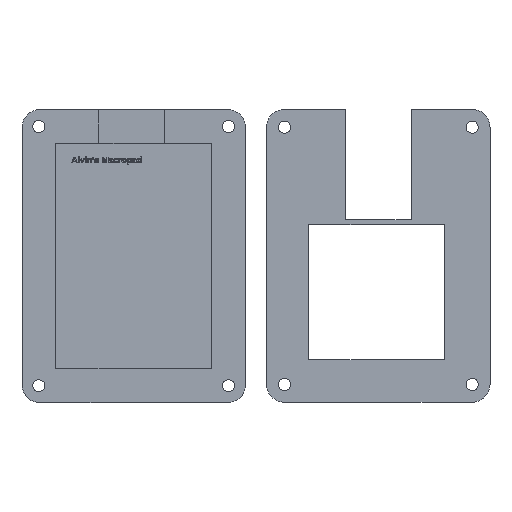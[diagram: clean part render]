
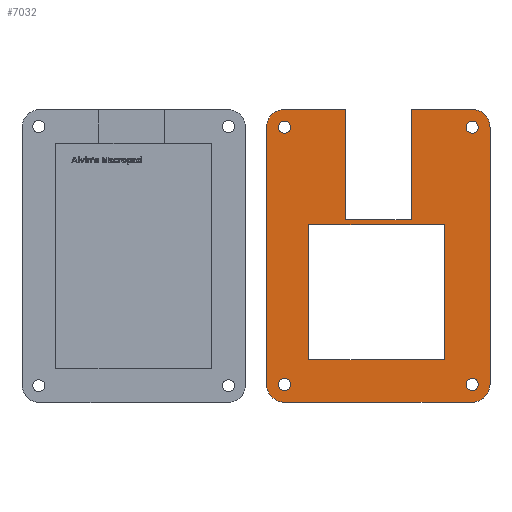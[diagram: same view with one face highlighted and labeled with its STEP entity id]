
A CAD part, top view. The second image highlights one B-rep face of the part: STEP entity #7032.
In plain terms, the highlighted planar face has unit normal (0, 0, 1).
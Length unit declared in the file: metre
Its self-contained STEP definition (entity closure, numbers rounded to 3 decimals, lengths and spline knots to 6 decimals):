
#321=CIRCLE('',#7491,0.0017);
#323=CIRCLE('',#7494,0.0017);
#325=CIRCLE('',#7497,0.0017);
#327=CIRCLE('',#7502,0.0017);
#329=CIRCLE('',#7505,0.005);
#330=CIRCLE('',#7506,0.005);
#331=CIRCLE('',#7507,0.005);
#332=CIRCLE('',#7508,0.005);
#921=ORIENTED_EDGE('',*,*,#2921,.F.);
#922=ORIENTED_EDGE('',*,*,#2941,.T.);
#923=ORIENTED_EDGE('',*,*,#2923,.T.);
#924=ORIENTED_EDGE('',*,*,#2942,.T.);
#925=ORIENTED_EDGE('',*,*,#2935,.T.);
#926=ORIENTED_EDGE('',*,*,#2943,.T.);
#927=ORIENTED_EDGE('',*,*,#2903,.F.);
#928=ORIENTED_EDGE('',*,*,#2909,.T.);
#929=ORIENTED_EDGE('',*,*,#2912,.F.);
#930=ORIENTED_EDGE('',*,*,#2915,.F.);
#931=ORIENTED_EDGE('',*,*,#2918,.F.);
#932=ORIENTED_EDGE('',*,*,#2944,.T.);
#933=ORIENTED_EDGE('',*,*,#2895,.F.);
#934=ORIENTED_EDGE('',*,*,#2899,.F.);
#935=ORIENTED_EDGE('',*,*,#2902,.F.);
#936=ORIENTED_EDGE('',*,*,#2934,.F.);
#937=ORIENTED_EDGE('',*,*,#2931,.F.);
#938=ORIENTED_EDGE('',*,*,#2929,.F.);
#939=ORIENTED_EDGE('',*,*,#2927,.F.);
#940=ORIENTED_EDGE('',*,*,#2939,.F.);
#2895=EDGE_CURVE('',#3927,#3928,#4651,.T.);
#2899=EDGE_CURVE('',#3930,#3927,#4655,.T.);
#2902=EDGE_CURVE('',#3932,#3930,#4658,.T.);
#2903=EDGE_CURVE('',#3933,#3934,#4659,.T.);
#2909=EDGE_CURVE('',#3933,#3938,#4665,.T.);
#2912=EDGE_CURVE('',#3940,#3938,#4668,.T.);
#2915=EDGE_CURVE('',#3942,#3940,#4671,.T.);
#2918=EDGE_CURVE('',#3944,#3942,#4674,.T.);
#2921=EDGE_CURVE('',#3947,#3948,#4677,.T.);
#2923=EDGE_CURVE('',#3949,#3950,#4679,.T.);
#2927=EDGE_CURVE('',#3953,#3953,#321,.T.);
#2929=EDGE_CURVE('',#3955,#3955,#323,.T.);
#2931=EDGE_CURVE('',#3957,#3957,#325,.T.);
#2934=EDGE_CURVE('',#3928,#3932,#4684,.T.);
#2935=EDGE_CURVE('',#3959,#3960,#4685,.T.);
#2939=EDGE_CURVE('',#3963,#3963,#327,.T.);
#2941=EDGE_CURVE('',#3947,#3949,#329,.T.);
#2942=EDGE_CURVE('',#3950,#3959,#330,.T.);
#2943=EDGE_CURVE('',#3960,#3934,#331,.T.);
#2944=EDGE_CURVE('',#3944,#3948,#332,.T.);
#3927=VERTEX_POINT('',#9934);
#3928=VERTEX_POINT('',#9936);
#3930=VERTEX_POINT('',#9942);
#3932=VERTEX_POINT('',#9948);
#3933=VERTEX_POINT('',#9952);
#3934=VERTEX_POINT('',#9953);
#3938=VERTEX_POINT('',#9963);
#3940=VERTEX_POINT('',#9969);
#3942=VERTEX_POINT('',#9975);
#3944=VERTEX_POINT('',#9981);
#3947=VERTEX_POINT('',#9988);
#3948=VERTEX_POINT('',#9990);
#3949=VERTEX_POINT('',#9994);
#3950=VERTEX_POINT('',#9995);
#3953=VERTEX_POINT('',#10003);
#3955=VERTEX_POINT('',#10008);
#3957=VERTEX_POINT('',#10013);
#3959=VERTEX_POINT('',#10021);
#3960=VERTEX_POINT('',#10022);
#3963=VERTEX_POINT('',#10030);
#4651=LINE('',#9935,#5305);
#4655=LINE('',#9943,#5309);
#4658=LINE('',#9949,#5312);
#4659=LINE('',#9951,#5313);
#4665=LINE('',#9964,#5319);
#4668=LINE('',#9970,#5322);
#4671=LINE('',#9976,#5325);
#4674=LINE('',#9982,#5328);
#4677=LINE('',#9989,#5331);
#4679=LINE('',#9993,#5333);
#4684=LINE('',#10018,#5338);
#4685=LINE('',#10020,#5339);
#5305=VECTOR('',#8181,1.);
#5309=VECTOR('',#8187,1.);
#5312=VECTOR('',#8192,1.);
#5313=VECTOR('',#8195,1.);
#5319=VECTOR('',#8203,1.);
#5322=VECTOR('',#8208,1.);
#5325=VECTOR('',#8213,1.);
#5328=VECTOR('',#8218,1.);
#5331=VECTOR('',#8223,1.);
#5333=VECTOR('',#8227,1.);
#5338=VECTOR('',#8252,1.);
#5339=VECTOR('',#8255,1.);
#5947=EDGE_LOOP('',(#921,#922,#923,#924,#925,#926,#927,#928,#929,#930,#931,
#932));
#5948=EDGE_LOOP('',(#933,#934,#935,#936));
#5949=EDGE_LOOP('',(#937));
#5950=EDGE_LOOP('',(#938));
#5951=EDGE_LOOP('',(#939));
#5952=EDGE_LOOP('',(#940));
#6403=FACE_BOUND('',#5947,.T.);
#6404=FACE_BOUND('',#5948,.T.);
#6405=FACE_BOUND('',#5949,.T.);
#6406=FACE_BOUND('',#5950,.T.);
#6407=FACE_BOUND('',#5951,.T.);
#6408=FACE_BOUND('',#5952,.T.);
#6827=PLANE('',#7504);
#7032=ADVANCED_FACE('',(#6403,#6404,#6405,#6406,#6407,#6408),#6827,.T.);
#7491=AXIS2_PLACEMENT_3D('',#10002,#8233,#8234);
#7494=AXIS2_PLACEMENT_3D('',#10007,#8239,#8240);
#7497=AXIS2_PLACEMENT_3D('',#10012,#8245,#8246);
#7502=AXIS2_PLACEMENT_3D('',#10029,#8261,#8262);
#7504=AXIS2_PLACEMENT_3D('',#10033,#8265,#8266);
#7505=AXIS2_PLACEMENT_3D('',#10034,#8267,#8268);
#7506=AXIS2_PLACEMENT_3D('',#10035,#8269,#8270);
#7507=AXIS2_PLACEMENT_3D('',#10036,#8271,#8272);
#7508=AXIS2_PLACEMENT_3D('',#10037,#8273,#8274);
#8181=DIRECTION('',(0.,-1.,0.));
#8187=DIRECTION('',(-1.,0.,0.));
#8192=DIRECTION('',(0.,1.,0.));
#8195=DIRECTION('',(1.,0.,0.));
#8203=DIRECTION('',(0.,-1.,0.));
#8208=DIRECTION('',(1.,0.,0.));
#8213=DIRECTION('',(0.,-1.,0.));
#8218=DIRECTION('',(1.,0.,0.));
#8223=DIRECTION('',(0.,1.,0.));
#8227=DIRECTION('',(1.,0.,0.));
#8233=DIRECTION('',(0.,0.,1.));
#8234=DIRECTION('',(1.,0.,0.));
#8239=DIRECTION('',(0.,0.,1.));
#8240=DIRECTION('',(1.,0.,0.));
#8245=DIRECTION('',(0.,0.,1.));
#8246=DIRECTION('',(1.,0.,0.));
#8252=DIRECTION('',(1.,0.,0.));
#8255=DIRECTION('',(0.,1.,0.));
#8261=DIRECTION('',(0.,0.,1.));
#8262=DIRECTION('',(1.,0.,0.));
#8265=DIRECTION('',(0.,0.,1.));
#8266=DIRECTION('',(1.,0.,0.));
#8267=DIRECTION('',(0.,0.,1.));
#8268=DIRECTION('',(1.,0.,0.));
#8269=DIRECTION('',(0.,0.,1.));
#8270=DIRECTION('',(1.,0.,0.));
#8271=DIRECTION('',(0.,0.,1.));
#8272=DIRECTION('',(1.,0.,0.));
#8273=DIRECTION('',(0.,0.,1.));
#8274=DIRECTION('',(1.,0.,0.));
#9934=CARTESIAN_POINT('',(-0.01905,0.01905,0.0015));
#9935=CARTESIAN_POINT('',(-0.01905,0.,0.0015));
#9936=CARTESIAN_POINT('',(-0.01905,-0.01905,0.0015));
#9942=CARTESIAN_POINT('',(0.01905,0.01905,0.0015));
#9943=CARTESIAN_POINT('',(0.,0.01905,0.0015));
#9948=CARTESIAN_POINT('',(0.01905,-0.01905,0.0015));
#9949=CARTESIAN_POINT('',(0.01905,0.,0.0015));
#9951=CARTESIAN_POINT('',(0.020825,0.051465,0.0015));
#9952=CARTESIAN_POINT('',(0.009735,0.051465,0.0015));
#9953=CARTESIAN_POINT('',(0.026915,0.051465,0.0015));
#9963=CARTESIAN_POINT('',(0.009735,0.020465,0.0015));
#9964=CARTESIAN_POINT('',(0.009735,0.035965,0.0015));
#9969=CARTESIAN_POINT('',(-0.008765,0.020465,0.0015));
#9970=CARTESIAN_POINT('',(0.000485,0.020465,0.0015));
#9975=CARTESIAN_POINT('',(-0.008765,0.051465,0.0015));
#9976=CARTESIAN_POINT('',(-0.008765,0.035965,0.0015));
#9981=CARTESIAN_POINT('',(-0.025945,0.051465,0.0015));
#9982=CARTESIAN_POINT('',(-0.019855,0.051465,0.0015));
#9988=CARTESIAN_POINT('',(-0.030945,-0.025945,0.0015));
#9989=CARTESIAN_POINT('',(-0.030945,0.01026,0.0015));
#9990=CARTESIAN_POINT('',(-0.030945,0.046465,0.0015));
#9993=CARTESIAN_POINT('',(0.000485,-0.030945,0.0015));
#9994=CARTESIAN_POINT('',(-0.025945,-0.030945,0.0015));
#9995=CARTESIAN_POINT('',(0.026915,-0.030945,0.0015));
#10002=CARTESIAN_POINT('',(0.026915,-0.025945,0.0015));
#10003=CARTESIAN_POINT('',(0.028615,-0.025945,0.0015));
#10007=CARTESIAN_POINT('',(0.026915,0.046465,0.0015));
#10008=CARTESIAN_POINT('',(0.028615,0.046465,0.0015));
#10012=CARTESIAN_POINT('',(-0.025945,0.046465,0.0015));
#10013=CARTESIAN_POINT('',(-0.024245,0.046465,0.0015));
#10018=CARTESIAN_POINT('',(0.,-0.01905,0.0015));
#10020=CARTESIAN_POINT('',(0.031915,0.01026,0.0015));
#10021=CARTESIAN_POINT('',(0.031915,-0.025945,0.0015));
#10022=CARTESIAN_POINT('',(0.031915,0.046465,0.0015));
#10029=CARTESIAN_POINT('',(-0.025945,-0.025945,0.0015));
#10030=CARTESIAN_POINT('',(-0.024245,-0.025945,0.0015));
#10033=CARTESIAN_POINT('',(0.000485,0.01026,0.0015));
#10034=CARTESIAN_POINT('',(-0.025945,-0.025945,0.0015));
#10035=CARTESIAN_POINT('',(0.026915,-0.025945,0.0015));
#10036=CARTESIAN_POINT('',(0.026915,0.046465,0.0015));
#10037=CARTESIAN_POINT('',(-0.025945,0.046465,0.0015));
